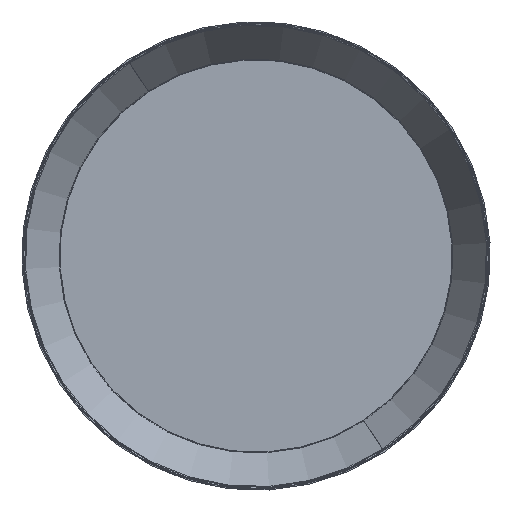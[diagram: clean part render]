
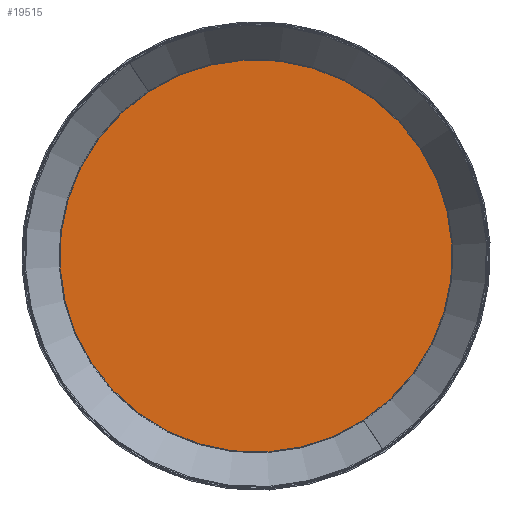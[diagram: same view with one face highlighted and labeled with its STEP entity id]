
A CAD part, front view. The second image highlights one B-rep face of the part: STEP entity #19515.
In plain terms, the highlighted planar face has unit normal (0, -1, 0).
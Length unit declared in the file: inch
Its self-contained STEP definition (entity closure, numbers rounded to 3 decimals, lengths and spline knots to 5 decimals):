
#67 = CARTESIAN_POINT ( 'NONE',  ( 0., 0., 0. ) ) ;
#68 = DIRECTION ( 'NONE',  ( 0., -1., 0. ) ) ;
#69 = DIRECTION ( 'NONE',  ( 1., 0., 0. ) ) ;
#71 = CARTESIAN_POINT ( 'NONE',  ( 0., 0., 0. ) ) ;
#72 = DIRECTION ( 'NONE',  ( 0., -1., 0. ) ) ;
#73 = DIRECTION ( 'NONE',  ( 1., 0., 0. ) ) ;
#1422 = ORIENTED_EDGE ( 'NONE', *, *, #2748, .T. ) ;
#1424 = ORIENTED_EDGE ( 'NONE', *, *, #2746, .T. ) ;
#2746 = EDGE_CURVE ( 'NONE', #37096, #36934, #17329, .T. ) ;
#2748 = EDGE_CURVE ( 'NONE', #36934, #37096, #17331, .T. ) ;
#12633 = AXIS2_PLACEMENT_3D ( 'NONE', #67, #68, #69 ) ;
#12634 = AXIS2_PLACEMENT_3D ( 'NONE', #71, #72, #73 ) ;
#17329 = CIRCLE ( 'NONE', #12633, 16.375 ) ;
#17331 = CIRCLE ( 'NONE', #12634, 16.375 ) ;
#19515 = ADVANCED_FACE ( 'NONE', ( #38179 ), #26129, .T. ) ;
#22857 = CARTESIAN_POINT ( 'NONE',  ( 16.375, 0., 0. ) ) ;
#23032 = CARTESIAN_POINT ( 'NONE',  ( -16.375, 0., 0. ) ) ;
#26129 = PLANE ( 'NONE',  #37797 ) ;
#26131 = CARTESIAN_POINT ( 'NONE',  ( 0., 0., 0. ) ) ;
#26136 = DIRECTION ( 'NONE',  ( 0., -1., 0. ) ) ;
#26137 = DIRECTION ( 'NONE',  ( 1., 0., 0. ) ) ;
#30343 = EDGE_LOOP ( 'NONE', ( #1422, #1424 ) ) ;
#36934 = VERTEX_POINT ( 'NONE', #22857 ) ;
#37096 = VERTEX_POINT ( 'NONE', #23032 ) ;
#37797 = AXIS2_PLACEMENT_3D ( 'NONE', #26131, #26136, #26137 ) ;
#38179 = FACE_OUTER_BOUND ( 'NONE', #30343, .T. ) ;
